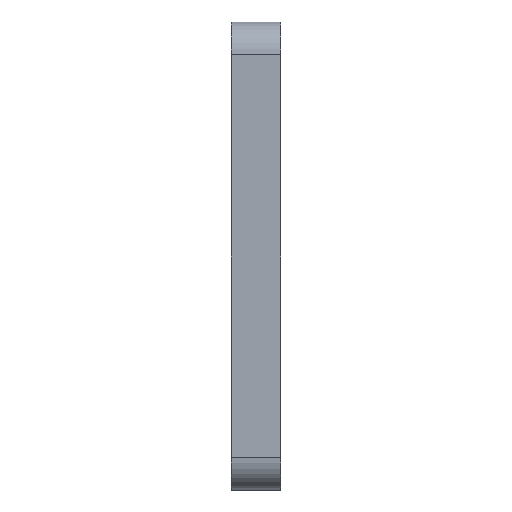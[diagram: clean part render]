
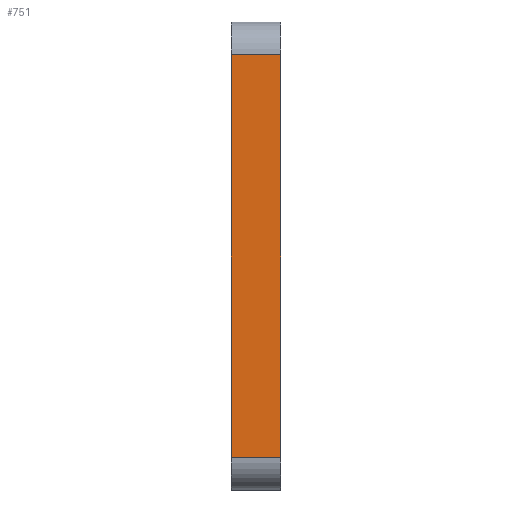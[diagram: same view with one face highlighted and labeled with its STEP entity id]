
A CAD part, left-side view. The second image highlights one B-rep face of the part: STEP entity #751.
In plain terms, the highlighted planar face has unit normal (-1, 0, 0).
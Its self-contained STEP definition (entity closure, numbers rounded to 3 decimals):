
#13 = LINE ( 'NONE', #1443, #357 ) ;
#51 = DIRECTION ( 'NONE',  ( 0., -1., 0. ) ) ;
#77 = VECTOR ( 'NONE', #526, 1000. ) ;
#138 = DIRECTION ( 'NONE',  ( 1., 0., 0. ) ) ;
#151 = ORIENTED_EDGE ( 'NONE', *, *, #368, .F. ) ;
#152 = VERTEX_POINT ( 'NONE', #1034 ) ;
#217 = ORIENTED_EDGE ( 'NONE', *, *, #1110, .T. ) ;
#293 = ORIENTED_EDGE ( 'NONE', *, *, #1209, .T. ) ;
#306 = CARTESIAN_POINT ( 'NONE',  ( -45., 0., -25.825 ) ) ;
#357 = VECTOR ( 'NONE', #1189, 1000. ) ;
#368 = EDGE_CURVE ( 'NONE', #152, #1340, #13, .T. ) ;
#376 = AXIS2_PLACEMENT_3D ( 'NONE', #1184, #138, #699 ) ;
#469 = EDGE_LOOP ( 'NONE', ( #293, #151, #1332, #217 ) ) ;
#476 = PLANE ( 'NONE',  #376 ) ;
#518 = CARTESIAN_POINT ( 'NONE',  ( -45., 6.35, -25.825 ) ) ;
#526 = DIRECTION ( 'NONE',  ( 0., 0., 1. ) ) ;
#534 = LINE ( 'NONE', #759, #1072 ) ;
#594 = VERTEX_POINT ( 'NONE', #724 ) ;
#682 = DIRECTION ( 'NONE',  ( 0., 0., 1. ) ) ;
#699 = DIRECTION ( 'NONE',  ( 0., 0., -1. ) ) ;
#707 = LINE ( 'NONE', #306, #77 ) ;
#724 = CARTESIAN_POINT ( 'NONE',  ( -45., 0., -25.825 ) ) ;
#751 = ADVANCED_FACE ( 'NONE', ( #1248 ), #476, .F. ) ;
#759 = CARTESIAN_POINT ( 'NONE',  ( -45., 6.35, -25.825 ) ) ;
#770 = VECTOR ( 'NONE', #682, 1000. ) ;
#800 = CARTESIAN_POINT ( 'NONE',  ( -45., 6.35, -25.825 ) ) ;
#929 = EDGE_CURVE ( 'NONE', #1236, #152, #1026, .T. ) ;
#974 = CARTESIAN_POINT ( 'NONE',  ( -45., 0., 25.825 ) ) ;
#1026 = LINE ( 'NONE', #800, #770 ) ;
#1034 = CARTESIAN_POINT ( 'NONE',  ( -45., 6.35, 25.825 ) ) ;
#1072 = VECTOR ( 'NONE', #51, 1000. ) ;
#1110 = EDGE_CURVE ( 'NONE', #1236, #594, #534, .T. ) ;
#1184 = CARTESIAN_POINT ( 'NONE',  ( -45., 6.35, -25.825 ) ) ;
#1189 = DIRECTION ( 'NONE',  ( 0., -1., 0. ) ) ;
#1209 = EDGE_CURVE ( 'NONE', #594, #1340, #707, .T. ) ;
#1236 = VERTEX_POINT ( 'NONE', #518 ) ;
#1248 = FACE_OUTER_BOUND ( 'NONE', #469, .T. ) ;
#1332 = ORIENTED_EDGE ( 'NONE', *, *, #929, .F. ) ;
#1340 = VERTEX_POINT ( 'NONE', #974 ) ;
#1443 = CARTESIAN_POINT ( 'NONE',  ( -45., 6.35, 25.825 ) ) ;
